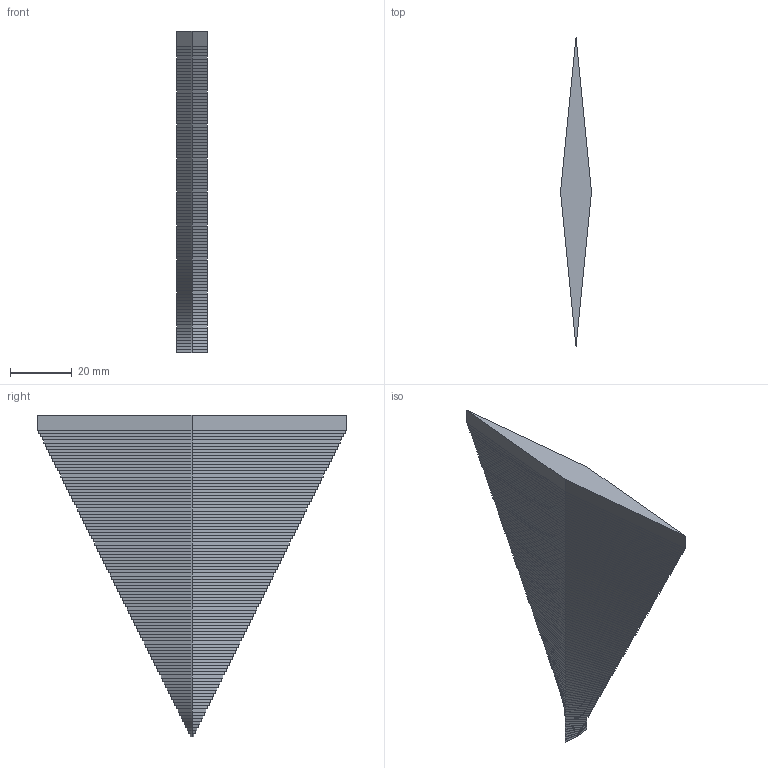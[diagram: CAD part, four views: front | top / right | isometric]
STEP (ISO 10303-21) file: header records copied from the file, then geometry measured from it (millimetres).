
FILE_DESCRIPTION(('Open CASCADE Model'),'2;1');
FILE_NAME('Open CASCADE Shape Model','2024-05-31T20:40:44',('Author'),( 'Open CASCADE'),'Open CASCADE STEP processor 7.7','Open CASCADE 7.7' ,'Unknown');
FILE_SCHEMA(('AUTOMOTIVE_DESIGN { 1 0 10303 214 1 1 1 1 }'));
Length unit declared in the file: millimetre
Products named in the file (1): Open CASCADE STEP translator 7.7 14
Bounding box: 10 x 100 x 104 mm (x, y, z)
Volume: 27250 mm3; surface area: 12244.4 mm2
Topology: 1 solids, 1 shells, 600 faces, 1200 edges, 602 vertices
Faces by surface type: plane 600
Entity records: 29230 total; most frequent: CARTESIAN_POINT 5595, DIRECTION 4010, LINE 2808, VECTOR 2808, ORIENTED_EDGE 2400, PCURVE 2400, DEFINITIONAL_REPRESENTATION 2400, EDGE_CURVE 1200
